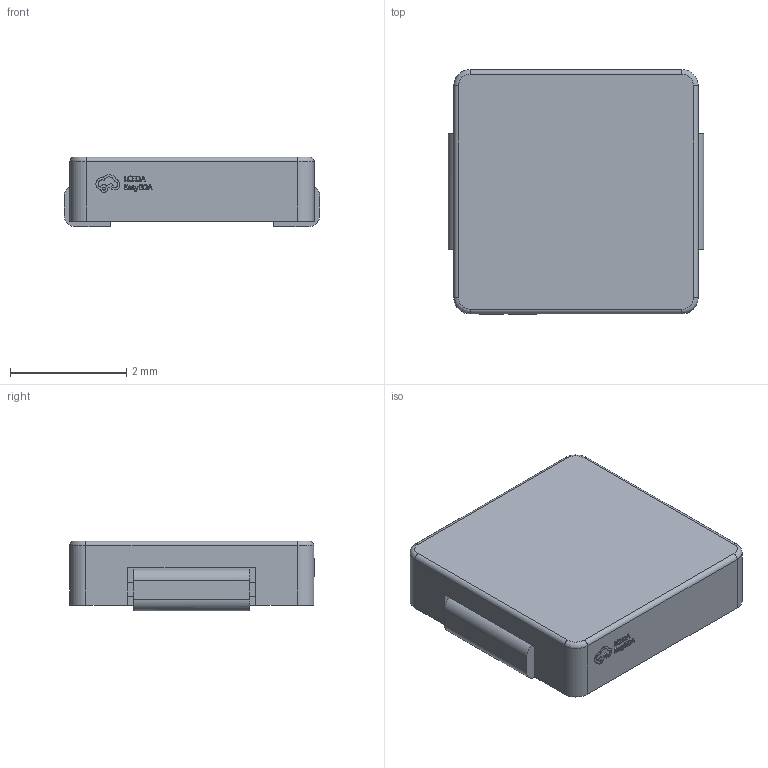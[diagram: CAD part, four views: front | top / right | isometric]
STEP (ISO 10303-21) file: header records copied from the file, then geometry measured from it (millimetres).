
FILE_DESCRIPTION(('Open CASCADE Model'),'2;1');
FILE_NAME('Open CASCADE Shape Model','2025-10-21T17:51:43',('Author'),( 'Open CASCADE'),'Open CASCADE STEP processor 7.9','Open CASCADE 7.9' ,'Unknown');
FILE_SCHEMA(('AUTOMOTIVE_DESIGN { 1 0 10303 214 1 1 1 1 }'));
Length unit declared in the file: millimetre
Products named in the file (1): COMPOUND
Bounding box: 4.4 x 4.21 x 1.2 mm (x, y, z)
Volume: 19.1 mm3; surface area: 80.9 mm2
Topology: 3 solids, 3 shells, 341 faces, 919 edges, 610 vertices
Faces by surface type: bspline 341
Entity records: 13118 total; most frequent: CARTESIAN_POINT 5425, ORIENTED_EDGE 1838, EDGE_CURVE 919, B_SPLINE_CURVE_WITH_KNOTS 891, VERTEX_POINT 610, FACE_BOUND 367, EDGE_LOOP 367, ADVANCED_FACE 341
